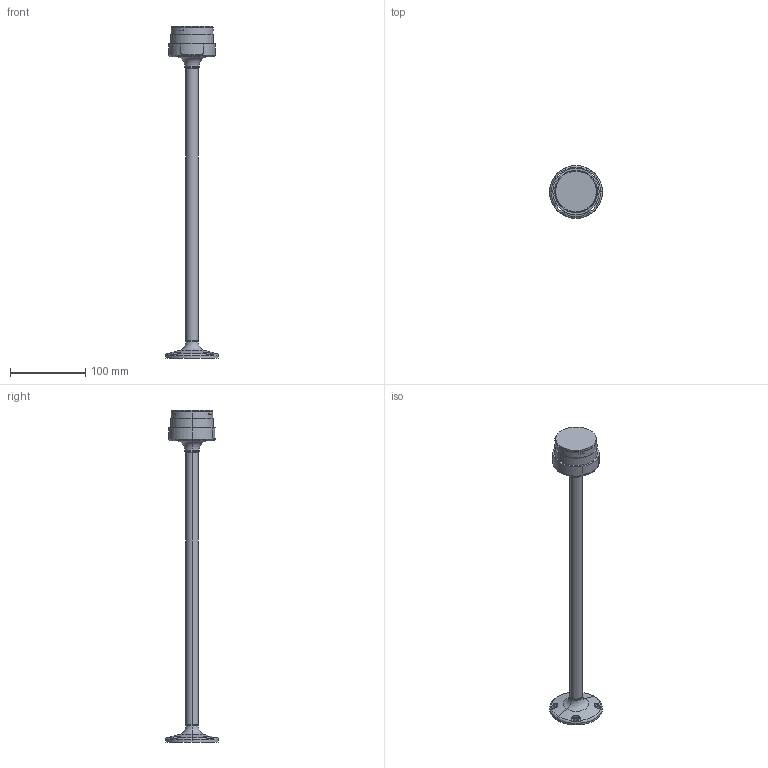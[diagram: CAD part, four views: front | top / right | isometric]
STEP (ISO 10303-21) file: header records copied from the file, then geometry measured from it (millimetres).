
FILE_DESCRIPTION(('starvars output'),'2;1');
FILE_NAME('XVUZ400_3D.stp','09:09:41 2020/04/08',( 'Thomas Industrial Network Germany GmbH'),( 'Thomas Industrial Network Germany GmbH'),'unknown preprocess','ACIS' ,'unknown authorization');
FILE_SCHEMA(('AUTOMOTIVE_DESIGN_CC2 {UNKNOWN IMPLEMENTATION LEVEL}'));
Length unit declared in the file: millimetre
Products named in the file (1): PRODUCT_ID_1
Bounding box: 70 x 70 x 440.09 mm (x, y, z)
Volume: 221081.1 mm3; surface area: 41213.8 mm2
Topology: 1 solids, 1 shells, 79 faces, 199 edges, 128 vertices
Faces by surface type: cylinder 35, plane 32, cone 6, torus 6
Entity records: 2971 total; most frequent: CARTESIAN_POINT 543, ORIENTED_EDGE 398, DIRECTION 309, EDGE_CURVE 199, VERTEX_POINT 128, AXIS2_PLACEMENT_3D 114, EDGE_LOOP 93, FACE_BOUND 93
